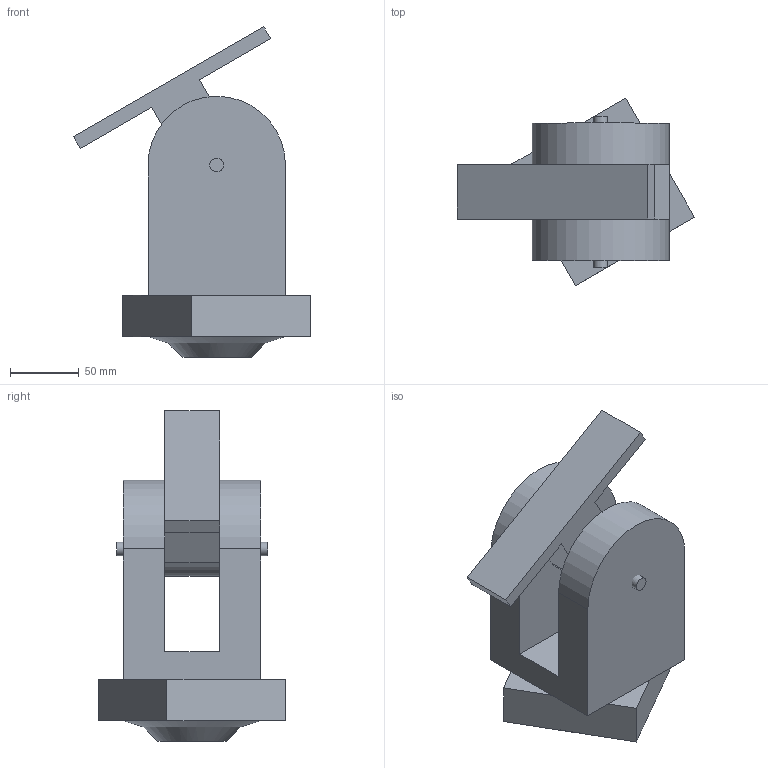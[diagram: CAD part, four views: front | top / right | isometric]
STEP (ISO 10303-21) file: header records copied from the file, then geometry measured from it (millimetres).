
FILE_DESCRIPTION(('HOOPS Exchange Step'),'2;1');
FILE_NAME('temp_export','2024-01-23T19:31:11+05:30',('yasiru'),('Shapr3D Limited'),'HOOPS Exchange 2023.2','Shapr3D','Authorized');
FILE_SCHEMA( ('AUTOMOTIVE_DESIGN { 1 0 10303 214 1 1 1 1 }') );
Length unit declared in the file: millimetre
Products named in the file (2): mount.SLDPRT; root
Assembly tree (1 placements, depth 2):
  root
    mount.SLDPRT
Bounding box: 172.57 x 136.6 x 240.62 mm (x, y, z)
Volume: 1428729.7 mm3; surface area: 150220.1 mm2
Topology: 3 solids, 3 shells, 37 faces, 81 edges, 53 vertices
Faces by surface type: plane 30, cylinder 6, bspline 1
Full cylindrical faces by diameter (mm): 10 x3
Entity records: 2078 total; most frequent: CARTESIAN_POINT 1220, DIRECTION 165, ORIENTED_EDGE 162, EDGE_CURVE 81, VECTOR 61, LINE 61, VERTEX_POINT 53, AXIS2_PLACEMENT_3D 52
